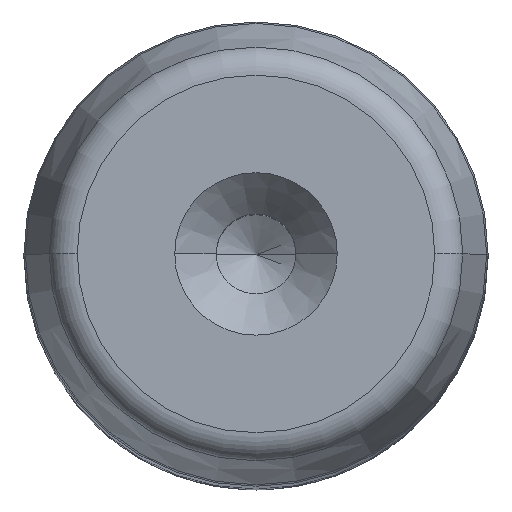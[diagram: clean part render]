
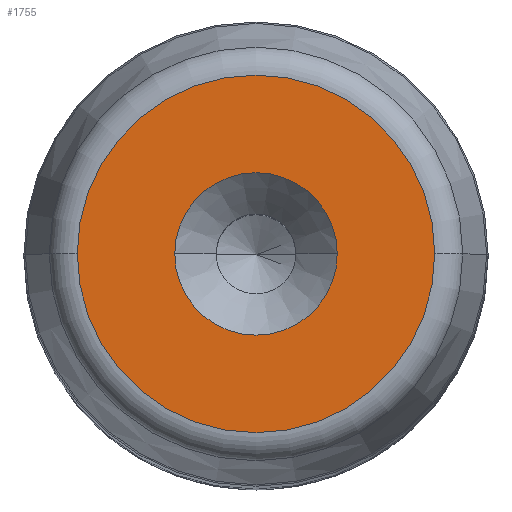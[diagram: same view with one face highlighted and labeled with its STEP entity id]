
A CAD part, top view. The second image highlights one B-rep face of the part: STEP entity #1755.
In plain terms, the highlighted planar face has unit normal (0, 0, 1).
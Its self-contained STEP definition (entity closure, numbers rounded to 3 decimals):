
#118 = CARTESIAN_POINT ( 'NONE',  ( 0., 0., 160. ) ) ;
#152 = ORIENTED_EDGE ( 'NONE', *, *, #779, .F. ) ;
#255 = AXIS2_PLACEMENT_3D ( 'NONE', #1099, #1126, #2719 ) ;
#323 = CARTESIAN_POINT ( 'NONE',  ( 0., 0., 160. ) ) ;
#452 = FACE_OUTER_BOUND ( 'NONE', #1102, .T. ) ;
#512 = EDGE_CURVE ( 'NONE', #2018, #1656, #2340, .T. ) ;
#528 = AXIS2_PLACEMENT_3D ( 'NONE', #1422, #2117, #2129 ) ;
#713 = ORIENTED_EDGE ( 'NONE', *, *, #1406, .T. ) ;
#779 = EDGE_CURVE ( 'NONE', #1656, #2018, #2300, .T. ) ;
#929 = CARTESIAN_POINT ( 'NONE',  ( 12.322, 0., 160. ) ) ;
#999 = DIRECTION ( 'NONE',  ( 0., 0., 1. ) ) ;
#1099 = CARTESIAN_POINT ( 'NONE',  ( 0., 0., 160. ) ) ;
#1102 = EDGE_LOOP ( 'NONE', ( #713, #1766 ) ) ;
#1126 = DIRECTION ( 'NONE',  ( 0., 0., 1. ) ) ;
#1223 = AXIS2_PLACEMENT_3D ( 'NONE', #2384, #999, #1664 ) ;
#1340 = EDGE_LOOP ( 'NONE', ( #1929, #152 ) ) ;
#1394 = AXIS2_PLACEMENT_3D ( 'NONE', #118, #1966, #2674 ) ;
#1406 = EDGE_CURVE ( 'NONE', #1898, #2468, #1930, .T. ) ;
#1422 = CARTESIAN_POINT ( 'NONE',  ( 0., 0., 160. ) ) ;
#1525 = AXIS2_PLACEMENT_3D ( 'NONE', #323, #1662, #2393 ) ;
#1608 = CARTESIAN_POINT ( 'NONE',  ( -12.322, 0., 160. ) ) ;
#1656 = VERTEX_POINT ( 'NONE', #2473 ) ;
#1662 = DIRECTION ( 'NONE',  ( 0., 0., 1. ) ) ;
#1664 = DIRECTION ( 'NONE',  ( 1., 0., 0. ) ) ;
#1755 = ADVANCED_FACE ( 'NONE', ( #452, #2975 ), #2504, .T. ) ;
#1766 = ORIENTED_EDGE ( 'NONE', *, *, #2816, .T. ) ;
#1898 = VERTEX_POINT ( 'NONE', #929 ) ;
#1929 = ORIENTED_EDGE ( 'NONE', *, *, #512, .F. ) ;
#1930 = CIRCLE ( 'NONE', #1223, 12.322 ) ;
#1966 = DIRECTION ( 'NONE',  ( 0., 0., 1. ) ) ;
#2018 = VERTEX_POINT ( 'NONE', #2834 ) ;
#2117 = DIRECTION ( 'NONE',  ( 0., 0., 1. ) ) ;
#2129 = DIRECTION ( 'NONE',  ( 1., 0., 0. ) ) ;
#2210 = CIRCLE ( 'NONE', #1525, 12.322 ) ;
#2300 = CIRCLE ( 'NONE', #1394, 5.6 ) ;
#2340 = CIRCLE ( 'NONE', #528, 5.6 ) ;
#2384 = CARTESIAN_POINT ( 'NONE',  ( 0., 0., 160. ) ) ;
#2393 = DIRECTION ( 'NONE',  ( 1., 0., 0. ) ) ;
#2468 = VERTEX_POINT ( 'NONE', #1608 ) ;
#2473 = CARTESIAN_POINT ( 'NONE',  ( -5.6, 0., 160. ) ) ;
#2504 = PLANE ( 'NONE',  #255 ) ;
#2674 = DIRECTION ( 'NONE',  ( 1., 0., 0. ) ) ;
#2719 = DIRECTION ( 'NONE',  ( 1., 0., 0. ) ) ;
#2816 = EDGE_CURVE ( 'NONE', #2468, #1898, #2210, .T. ) ;
#2834 = CARTESIAN_POINT ( 'NONE',  ( 5.6, 0., 160. ) ) ;
#2975 = FACE_BOUND ( 'NONE', #1340, .T. ) ;
